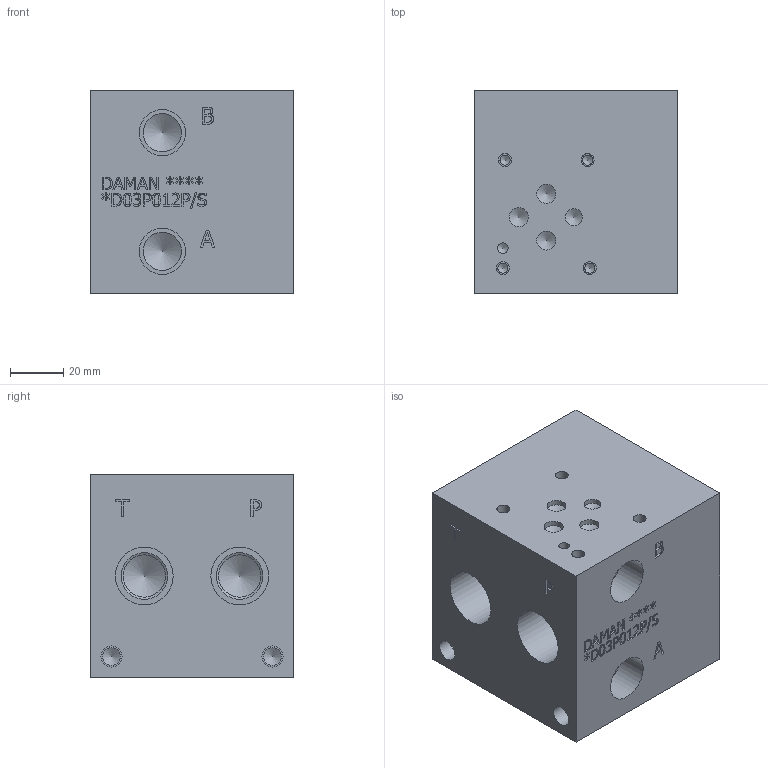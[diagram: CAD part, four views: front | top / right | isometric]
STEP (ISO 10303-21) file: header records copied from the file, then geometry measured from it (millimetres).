
FILE_DESCRIPTION(/* description */ (''),/* implementation_level */ '2;1');
FILE_NAME(/* name */ '_D03P012P_S.stp',/* time_stamp */ '2020-04-28T09:54:55-04:00',/* author */ ('alexanderw'),/* organization */ (''),/* preprocessor_version */ 'ST-DEVELOPER v17',/* originating_system */ 'Autodesk Inventor 2019',/* authorisation */ '');
FILE_SCHEMA (('AUTOMOTIVE_DESIGN { 1 0 10303 214 3 1 1 }'));
Length unit declared in the file: millimetre
Products named in the file (1): Part_AD03P012P~S_3D
Bounding box: 76.2 x 76.2 x 76.2 mm (x, y, z)
Volume: 382021.1 mm3; surface area: 49315.7 mm2
Topology: 1 solids, 1 shells, 510 faces, 1399 edges, 944 vertices
Faces by surface type: plane 310, bspline 133, cylinder 42, cone 25
Full cylindrical faces by diameter (mm): 3.785 x4, 3.962 x1, 4.826 x4, 6.35 x1, 6.528 x4, 7.137 x3, 7.925 x4, 14.275 x1, 14.3 x2, 15.875 x3, 17.297 x2, 17.45 x1, 17.475 x4, 18.542 x1, 19.99 x1, 20.625 x1, 21.59 x4, 21.819 x1
Entity records: 17222 total; most frequent: CARTESIAN_POINT 4621, ORIENTED_EDGE 2758, DIRECTION 2015, EDGE_CURVE 1379, LINE 957, VECTOR 957, VERTEX_POINT 944, EDGE_LOOP 585
